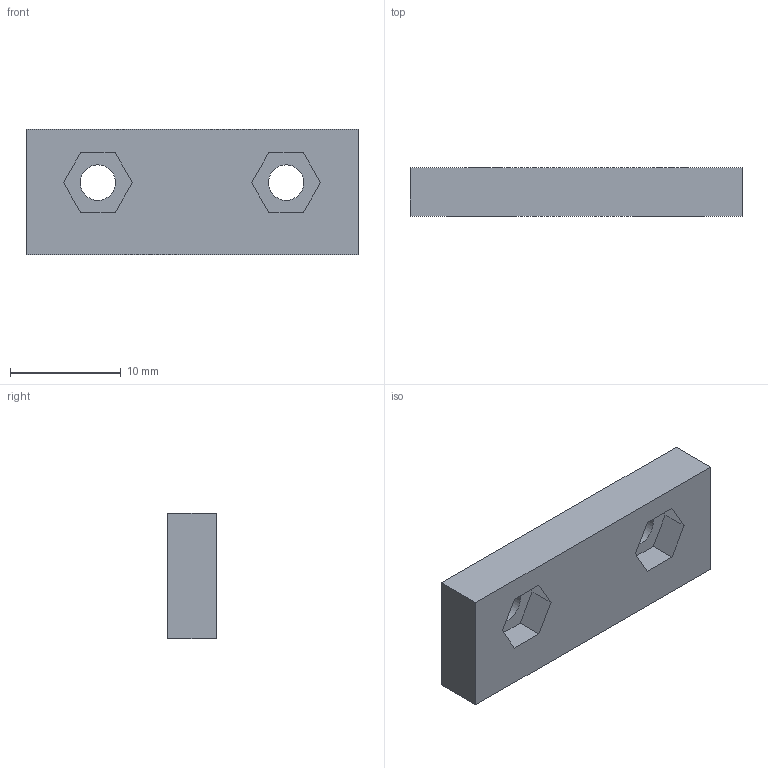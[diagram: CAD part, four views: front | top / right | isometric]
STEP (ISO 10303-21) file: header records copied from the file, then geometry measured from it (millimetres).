
FILE_DESCRIPTION(/* description */ (''),/* implementation_level */ '2;1');
FILE_NAME(/* name */ 'NutHolder.step',/* time_stamp */ '2024-11-03T14:27:26+01:00',/* author */ (''),/* organization */ (''),/* preprocessor_version */ 'ST-DEVELOPER v20',/* originating_system */ 'Autodesk Translation Framework v13.20.0.188',/* authorisation */ '');
FILE_SCHEMA (('AUTOMOTIVE_DESIGN { 1 0 10303 214 3 1 1 }'));
Length unit declared in the file: millimetre
Products named in the file (1): NutHolder
Bounding box: 30 x 4.4 x 11.3 mm (x, y, z)
Volume: 1338.2 mm3; surface area: 1139.3 mm2
Topology: 1 solids, 1 shells, 22 faces, 54 edges, 36 vertices
Faces by surface type: plane 20, cylinder 2
Full cylindrical faces by diameter (mm): 3.2 x2
Entity records: 683 total; most frequent: CARTESIAN_POINT 113, ORIENTED_EDGE 108, DIRECTION 104, EDGE_CURVE 54, LINE 50, VECTOR 50, VERTEX_POINT 36, EDGE_LOOP 28
